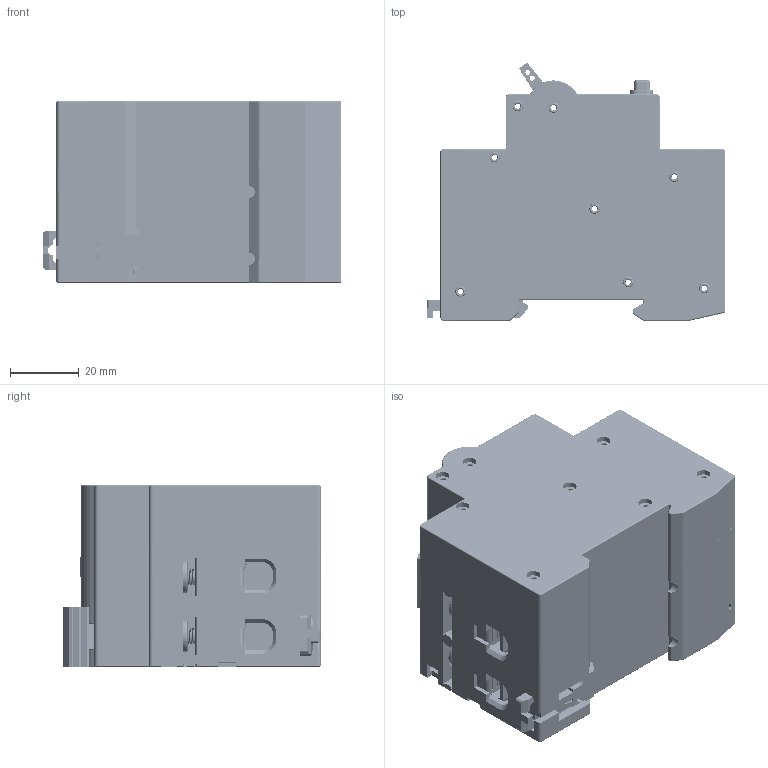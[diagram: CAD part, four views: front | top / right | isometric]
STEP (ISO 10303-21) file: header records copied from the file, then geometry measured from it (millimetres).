
FILE_DESCRIPTION (( 'STEP AP203' ), '1' );
FILE_NAME ('HATWAIXING.STEP', '2024-10-01T10:22:56', ( '' ), ( '' ), 'SwSTEP 2.0', 'SolidWorks 2021', '' );
FILE_SCHEMA (( 'CONFIG_CONTROL_DESIGN' ));
Products named in the file (1): HATWAIXING
Bounding box: 87 x 75.03 x 52.8 mm (x, y, z)
Volume: 243350.4 mm3; surface area: 117243.1 mm2
Topology: 35 solids, 37 shells, 5172 faces, 14617 edges, 9605 vertices
Faces by surface type: plane 3269, cylinder 1494, bspline 289, torus 78, cone 42
Entity records: 216121 total; most frequent: CARTESIAN_POINT 93996, ORIENTED_EDGE 29112, DIRECTION 19878, EDGE_CURVE 14556, VERTEX_POINT 9604, LINE 7238, VECTOR 7238, AXIS2_PLACEMENT_3D 6320
